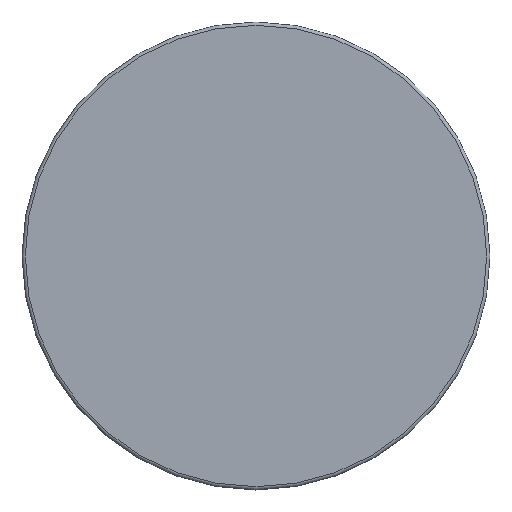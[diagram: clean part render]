
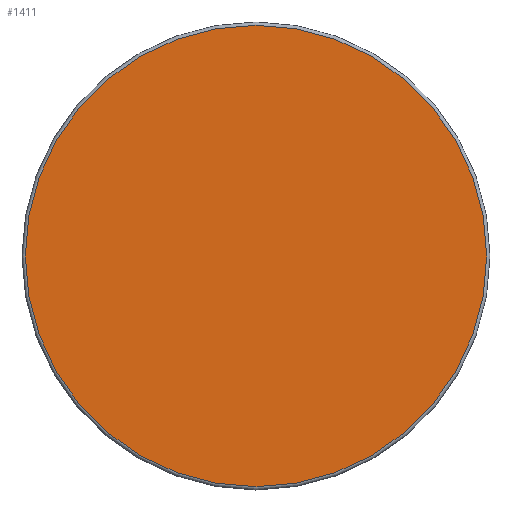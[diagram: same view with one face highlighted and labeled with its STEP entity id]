
A CAD part, left-side view. The second image highlights one B-rep face of the part: STEP entity #1411.
In plain terms, the highlighted planar face has unit normal (-1, 0, 0).
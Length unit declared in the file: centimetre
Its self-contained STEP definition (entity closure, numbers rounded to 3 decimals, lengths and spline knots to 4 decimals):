
#286=FACE_OUTER_BOUND('',#391,.T.);
#391=EDGE_LOOP('',(#912));
#514=CIRCLE('',#1518,4.18);
#603=VERTEX_POINT('',#2168);
#719=EDGE_CURVE('',#603,#603,#514,.T.);
#912=ORIENTED_EDGE('',*,*,#719,.T.);
#1283=PLANE('',#1519);
#1411=ADVANCED_FACE('',(#286),#1283,.T.);
#1518=AXIS2_PLACEMENT_3D('',#2169,#1721,#1722);
#1519=AXIS2_PLACEMENT_3D('',#2170,#1723,#1724);
#1721=DIRECTION('center_axis',(-1.,0.,0.));
#1722=DIRECTION('ref_axis',(0.,1.,0.));
#1723=DIRECTION('center_axis',(-1.,0.,0.));
#1724=DIRECTION('ref_axis',(0.,0.,
1.));
#2168=CARTESIAN_POINT('',(-3.33,-4.18,0.));
#2169=CARTESIAN_POINT('Origin',(-3.33,0.,0.));
#2170=CARTESIAN_POINT('Origin',(-3.33,-3.65,0.));
